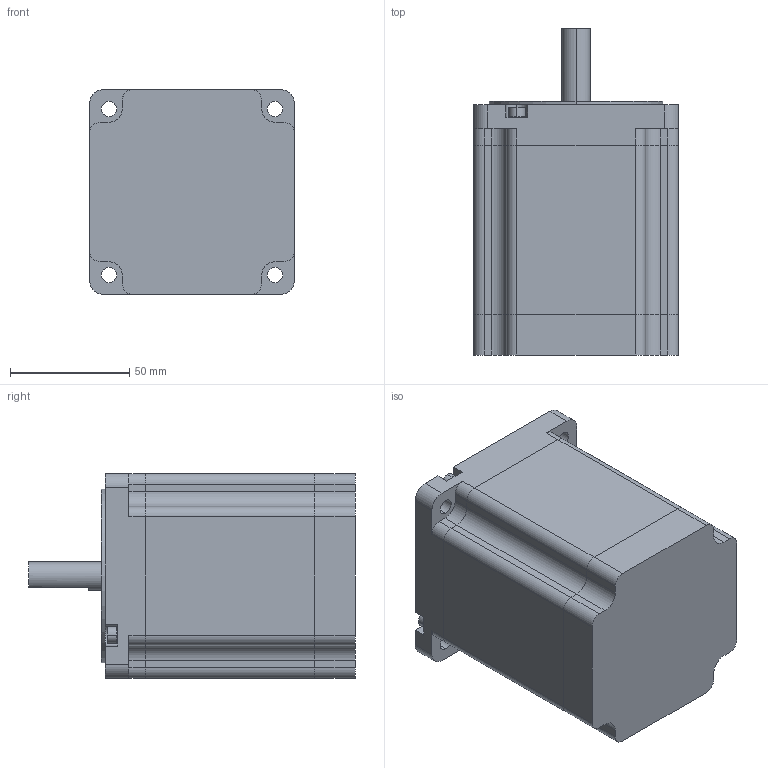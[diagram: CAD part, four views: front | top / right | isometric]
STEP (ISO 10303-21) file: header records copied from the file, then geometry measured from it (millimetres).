
FILE_DESCRIPTION (( 'STEP AP214' ), '1' );
FILE_NAME ('86BM40 (86HB105-D1232-001).STEP', '2021-07-09T03:26:48', ( '' ), ( '' ), 'SwSTEP 2.0', 'SolidWorks 2020', '' );
FILE_SCHEMA (( 'AUTOMOTIVE_DESIGN' ));
Length unit declared in the file: millimetre
Products named in the file (5): 蹟佪; 86BM40 (86HB105-D1232-001); 86A8S4隅赽; 86A4S4菁釱; 86A8S4傷裔
Assembly tree (7 placements, depth 2):
  86BM40 (86HB105-D1232-001)
    86A8S4隅赽
    86A4S4菁釱
    86A8S4傷裔
    蹟佪  x4
Bounding box: 86 x 137 x 86 mm (x, y, z)
Volume: 313548.8 mm3; surface area: 96561.6 mm2
Topology: 7 solids, 8 shells, 269 faces, 695 edges, 461 vertices
Faces by surface type: plane 139, cylinder 122, torus 8
Entity records: 6468 total; most frequent: DIRECTION 1152, CARTESIAN_POINT 1084, ORIENTED_EDGE 1042, EDGE_CURVE 521, AXIS2_PLACEMENT_3D 423, VERTEX_POINT 347, VECTOR 306, LINE 306
